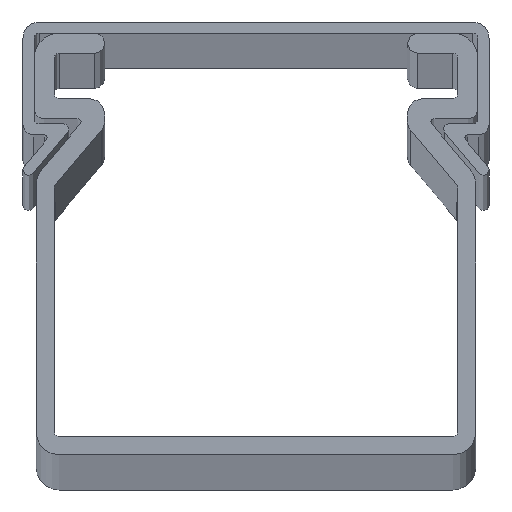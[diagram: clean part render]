
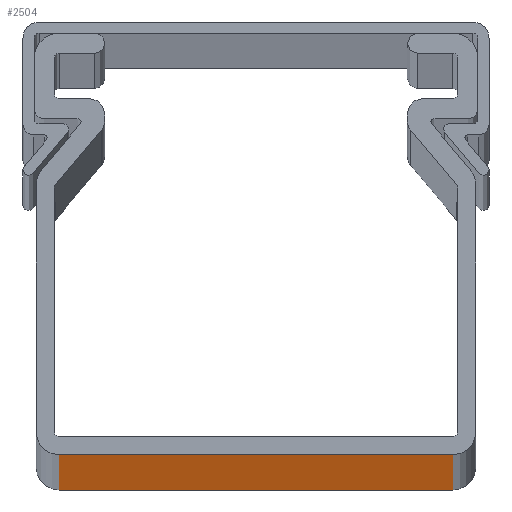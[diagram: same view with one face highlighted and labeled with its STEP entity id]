
A CAD part, top view. The second image highlights one B-rep face of the part: STEP entity #2504.
In plain terms, the highlighted planar face has unit normal (0, -1, 0).
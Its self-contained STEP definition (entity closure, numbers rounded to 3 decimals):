
#31 = VECTOR ( 'NONE', #2159, 1000. ) ;
#108 = VECTOR ( 'NONE', #2363, 1000. ) ;
#205 = ORIENTED_EDGE ( 'NONE', *, *, #2341, .T. ) ;
#326 = DIRECTION ( 'NONE',  ( 0., 0., -1. ) ) ;
#404 = VERTEX_POINT ( 'NONE', #2493 ) ;
#431 = CARTESIAN_POINT ( 'NONE',  ( 19.5, -1.7, 2000. ) ) ;
#435 = CARTESIAN_POINT ( 'NONE',  ( 21.8, -1.7, 0. ) ) ;
#441 = ORIENTED_EDGE ( 'NONE', *, *, #3890, .T. ) ;
#567 = ORIENTED_EDGE ( 'NONE', *, *, #2464, .T. ) ;
#780 = VERTEX_POINT ( 'NONE', #431 ) ;
#1035 = DIRECTION ( 'NONE',  ( 0., 0., -1. ) ) ;
#1316 = CARTESIAN_POINT ( 'NONE',  ( 21.8, -1.7, 0. ) ) ;
#1516 = CARTESIAN_POINT ( 'NONE',  ( 19.5, -1.7, 0. ) ) ;
#1743 = PLANE ( 'NONE',  #3208 ) ;
#1755 = CARTESIAN_POINT ( 'NONE',  ( -19.5, -1.7, 2000. ) ) ;
#1832 = LINE ( 'NONE', #1516, #108 ) ;
#2159 = DIRECTION ( 'NONE',  ( -1., 0., 0. ) ) ;
#2341 = EDGE_CURVE ( 'NONE', #3307, #404, #3966, .T. ) ;
#2363 = DIRECTION ( 'NONE',  ( 0., 0., 1. ) ) ;
#2365 = ORIENTED_EDGE ( 'NONE', *, *, #2931, .T. ) ;
#2442 = FACE_OUTER_BOUND ( 'NONE', #3187, .T. ) ;
#2464 = EDGE_CURVE ( 'NONE', #404, #780, #1832, .T. ) ;
#2493 = CARTESIAN_POINT ( 'NONE',  ( 19.5, -1.7, 0. ) ) ;
#2504 = ADVANCED_FACE ( 'NONE', ( #2442 ), #1743, .T. ) ;
#2524 = LINE ( 'NONE', #3030, #31 ) ;
#2931 = EDGE_CURVE ( 'NONE', #3439, #3307, #2962, .T. ) ;
#2962 = LINE ( 'NONE', #3781, #3756 ) ;
#3030 = CARTESIAN_POINT ( 'NONE',  ( 19.5, -1.7, 2000. ) ) ;
#3127 = VECTOR ( 'NONE', #3443, 1000. ) ;
#3175 = DIRECTION ( 'NONE',  ( 0., -1., 0. ) ) ;
#3187 = EDGE_LOOP ( 'NONE', ( #2365, #205, #567, #441 ) ) ;
#3208 = AXIS2_PLACEMENT_3D ( 'NONE', #435, #3175, #1035 ) ;
#3307 = VERTEX_POINT ( 'NONE', #3449 ) ;
#3439 = VERTEX_POINT ( 'NONE', #1755 ) ;
#3443 = DIRECTION ( 'NONE',  ( 1., 0., 0. ) ) ;
#3449 = CARTESIAN_POINT ( 'NONE',  ( -19.5, -1.7, 0. ) ) ;
#3756 = VECTOR ( 'NONE', #326, 1000. ) ;
#3781 = CARTESIAN_POINT ( 'NONE',  ( -19.5, -1.7, 0. ) ) ;
#3890 = EDGE_CURVE ( 'NONE', #780, #3439, #2524, .T. ) ;
#3966 = LINE ( 'NONE', #1316, #3127 ) ;
